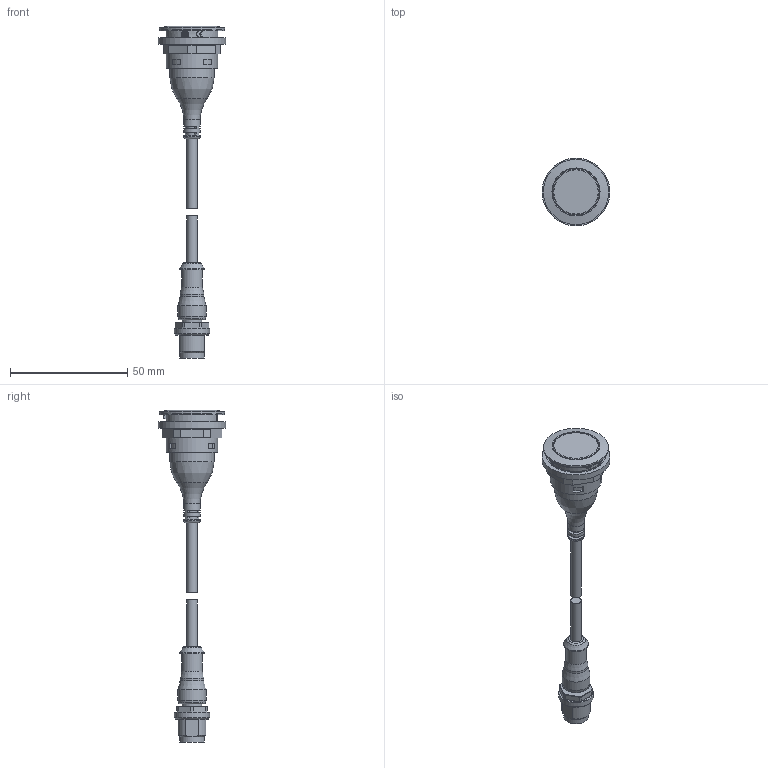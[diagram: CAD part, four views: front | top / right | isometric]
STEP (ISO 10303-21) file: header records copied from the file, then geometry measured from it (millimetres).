
FILE_DESCRIPTION(/* description */ (''),/* implementation_level */ '2;1');
FILE_NAME(/* name */ 'STOI_M01.stp',/* time_stamp */ '2016-09-16T09:13:34+02:00',/* author */ ('mharscher'),/* organization */ (''),/* preprocessor_version */ 'ST-DEVELOPER v15.2',/* originating_system */ 'Autodesk Inventor 2014',/* authorisation */ '');
FILE_SCHEMA (('CONFIG_CONTROL_DESIGN'));
Length unit declared in the file: centimetre
Products named in the file (1): STLI_M03(M04)_vereinfacht
Bounding box: 29 x 29 x 141.85 mm (x, y, z)
Volume: 16409.6 mm3; surface area: 7495.1 mm2
Topology: 2 solids, 2 shells, 213 faces, 492 edges, 317 vertices
Faces by surface type: plane 110, cylinder 74, cone 15, torus 9, bspline 5
Full cylindrical faces by diameter (mm): 1 x4, 4.6 x2, 7 x1, 8.3 x1, 8.4 x1, 8.8 x1, 10.2 x1, 10.5 x2, 12 x1, 15 x1, 18.5 x1, 18.8 x1, 20.05 x1, 22 x3, 22.2 x1, 22.6 x1, 25.35 x1, 27.4 x1, 27.9 x1, 29 x1
Entity records: 6290 total; most frequent: CARTESIAN_POINT 1648, DIRECTION 978, ORIENTED_EDGE 870, EDGE_CURVE 435, AXIS2_PLACEMENT_3D 383, VERTEX_POINT 305, EDGE_LOOP 292, ADVANCED_FACE 213
